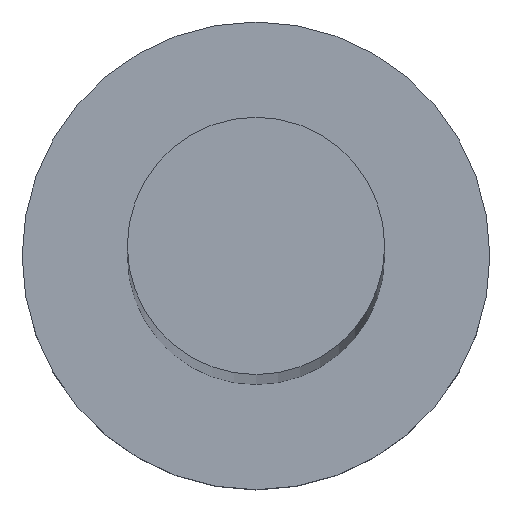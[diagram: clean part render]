
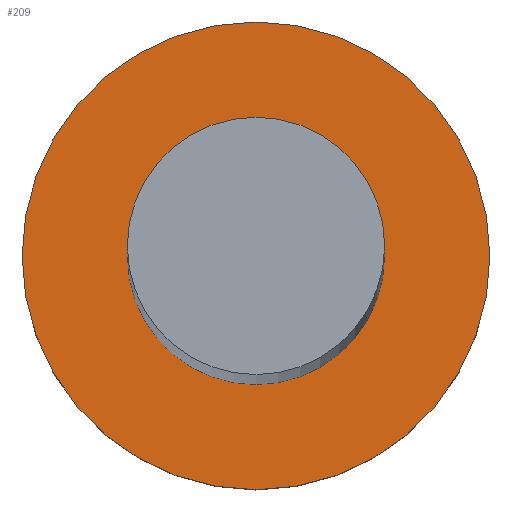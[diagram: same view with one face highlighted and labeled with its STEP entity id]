
A CAD part, top view. The second image highlights one B-rep face of the part: STEP entity #209.
In plain terms, the highlighted planar face has unit normal (0, 0, 1).
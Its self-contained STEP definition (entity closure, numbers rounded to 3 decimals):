
#11 = ORIENTED_EDGE ( 'NONE', *, *, #126, .F. ) ;
#20 = FACE_BOUND ( 'NONE', #87, .T. ) ;
#25 = CARTESIAN_POINT ( 'NONE',  ( -2.75, 0., 3. ) ) ;
#33 = VERTEX_POINT ( 'NONE', #25 ) ;
#38 = DIRECTION ( 'NONE',  ( 0., 0., 1. ) ) ;
#42 = DIRECTION ( 'NONE',  ( 1., 0., 0. ) ) ;
#43 = DIRECTION ( 'NONE',  ( 0., 0., 1. ) ) ;
#44 = EDGE_CURVE ( 'NONE', #152, #53, #86, .T. ) ;
#53 = VERTEX_POINT ( 'NONE', #62 ) ;
#62 = CARTESIAN_POINT ( 'NONE',  ( -5., 0., 3. ) ) ;
#63 = CARTESIAN_POINT ( 'NONE',  ( 0., 0., 3. ) ) ;
#65 = CARTESIAN_POINT ( 'NONE',  ( 0., 0., 3. ) ) ;
#66 = AXIS2_PLACEMENT_3D ( 'NONE', #180, #250, #166 ) ;
#75 = CIRCLE ( 'NONE', #222, 5. ) ;
#76 = FACE_OUTER_BOUND ( 'NONE', #151, .T. ) ;
#80 = DIRECTION ( 'NONE',  ( 0., 0., 1. ) ) ;
#86 = CIRCLE ( 'NONE', #231, 5. ) ;
#87 = EDGE_LOOP ( 'NONE', ( #174, #11 ) ) ;
#91 = EDGE_CURVE ( 'NONE', #53, #152, #75, .T. ) ;
#98 = DIRECTION ( 'NONE',  ( 0., 0., 1. ) ) ;
#102 = CARTESIAN_POINT ( 'NONE',  ( 2.75, 0., 3. ) ) ;
#110 = AXIS2_PLACEMENT_3D ( 'NONE', #65, #98, #143 ) ;
#111 = VERTEX_POINT ( 'NONE', #102 ) ;
#126 = EDGE_CURVE ( 'NONE', #111, #33, #153, .T. ) ;
#136 = DIRECTION ( 'NONE',  ( 1., 0., 0. ) ) ;
#143 = DIRECTION ( 'NONE',  ( 1., 0., 0. ) ) ;
#151 = EDGE_LOOP ( 'NONE', ( #154, #176 ) ) ;
#152 = VERTEX_POINT ( 'NONE', #198 ) ;
#153 = CIRCLE ( 'NONE', #241, 2.75 ) ;
#154 = ORIENTED_EDGE ( 'NONE', *, *, #91, .T. ) ;
#157 = PLANE ( 'NONE',  #66 ) ;
#162 = CIRCLE ( 'NONE', #110, 2.75 ) ;
#166 = DIRECTION ( 'NONE',  ( 1., 0., 0. ) ) ;
#174 = ORIENTED_EDGE ( 'NONE', *, *, #188, .F. ) ;
#176 = ORIENTED_EDGE ( 'NONE', *, *, #44, .T. ) ;
#180 = CARTESIAN_POINT ( 'NONE',  ( 0., 0., 3. ) ) ;
#188 = EDGE_CURVE ( 'NONE', #33, #111, #162, .T. ) ;
#198 = CARTESIAN_POINT ( 'NONE',  ( 5., 0., 3. ) ) ;
#209 = ADVANCED_FACE ( 'NONE', ( #20, #76 ), #157, .T. ) ;
#217 = CARTESIAN_POINT ( 'NONE',  ( 0., 0., 3. ) ) ;
#219 = CARTESIAN_POINT ( 'NONE',  ( 0., 0., 3. ) ) ;
#222 = AXIS2_PLACEMENT_3D ( 'NONE', #63, #80, #42 ) ;
#231 = AXIS2_PLACEMENT_3D ( 'NONE', #219, #43, #136 ) ;
#233 = DIRECTION ( 'NONE',  ( 1., 0., 0. ) ) ;
#241 = AXIS2_PLACEMENT_3D ( 'NONE', #217, #38, #233 ) ;
#250 = DIRECTION ( 'NONE',  ( 0., 0., 1. ) ) ;
